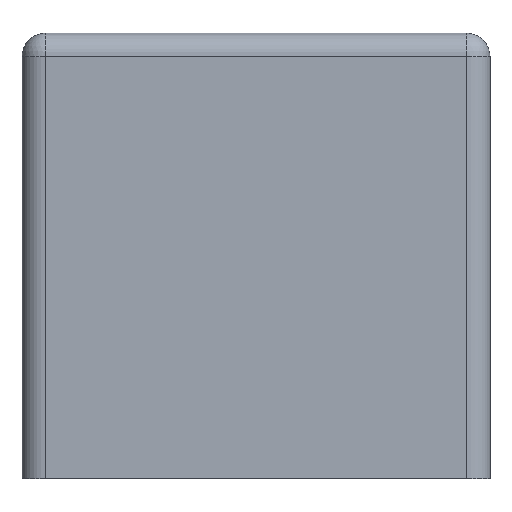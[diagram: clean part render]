
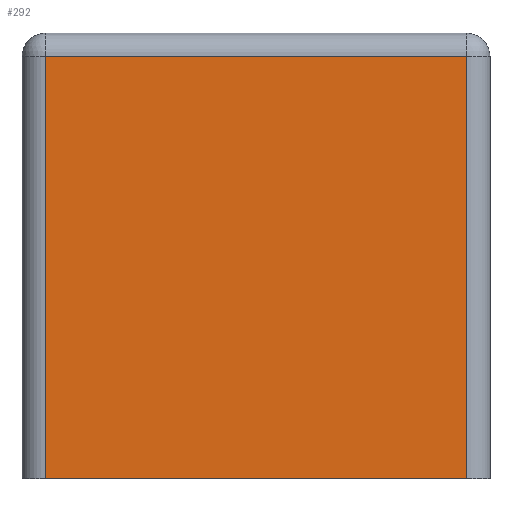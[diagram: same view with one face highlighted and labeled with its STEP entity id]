
A CAD part, front view. The second image highlights one B-rep face of the part: STEP entity #292.
In plain terms, the highlighted planar face has unit normal (0, -1, 0).
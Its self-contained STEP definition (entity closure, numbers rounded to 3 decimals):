
#63 = VERTEX_POINT('',#64);
#64 = CARTESIAN_POINT('',(-4.725,-5.9,0.));
#71 = EDGE_CURVE('',#63,#72,#74,.T.);
#72 = VERTEX_POINT('',#73);
#73 = CARTESIAN_POINT('',(-4.725,-5.9,9.475));
#74 = LINE('',#75,#76);
#75 = CARTESIAN_POINT('',(-4.725,-5.9,0.));
#76 = VECTOR('',#77,1.);
#77 = DIRECTION('',(0.,0.,1.));
#129 = EDGE_CURVE('',#63,#130,#132,.T.);
#130 = VERTEX_POINT('',#131);
#131 = CARTESIAN_POINT('',(4.725,-5.9,0.));
#132 = LINE('',#133,#134);
#133 = CARTESIAN_POINT('',(-5.25,-5.9,0.));
#134 = VECTOR('',#135,1.);
#135 = DIRECTION('',(1.,0.,0.));
#292 = ADVANCED_FACE('',(#293),#311,.F.);
#293 = FACE_BOUND('',#294,.F.);
#294 = EDGE_LOOP('',(#295,#296,#304,#310));
#295 = ORIENTED_EDGE('',*,*,#71,.T.);
#296 = ORIENTED_EDGE('',*,*,#297,.F.);
#297 = EDGE_CURVE('',#298,#72,#300,.T.);
#298 = VERTEX_POINT('',#299);
#299 = CARTESIAN_POINT('',(4.725,-5.9,9.475));
#300 = LINE('',#301,#302);
#301 = CARTESIAN_POINT('',(4.725,-5.9,9.475));
#302 = VECTOR('',#303,1.);
#303 = DIRECTION('',(-1.,-0.,-0.));
#304 = ORIENTED_EDGE('',*,*,#305,.F.);
#305 = EDGE_CURVE('',#130,#298,#306,.T.);
#306 = LINE('',#307,#308);
#307 = CARTESIAN_POINT('',(4.725,-5.9,0.));
#308 = VECTOR('',#309,1.);
#309 = DIRECTION('',(0.,0.,1.));
#310 = ORIENTED_EDGE('',*,*,#129,.F.);
#311 = PLANE('',#312);
#312 = AXIS2_PLACEMENT_3D('',#313,#314,#315);
#313 = CARTESIAN_POINT('',(-5.25,-5.9,0.));
#314 = DIRECTION('',(0.,1.,0.));
#315 = DIRECTION('',(0.,0.,1.));
